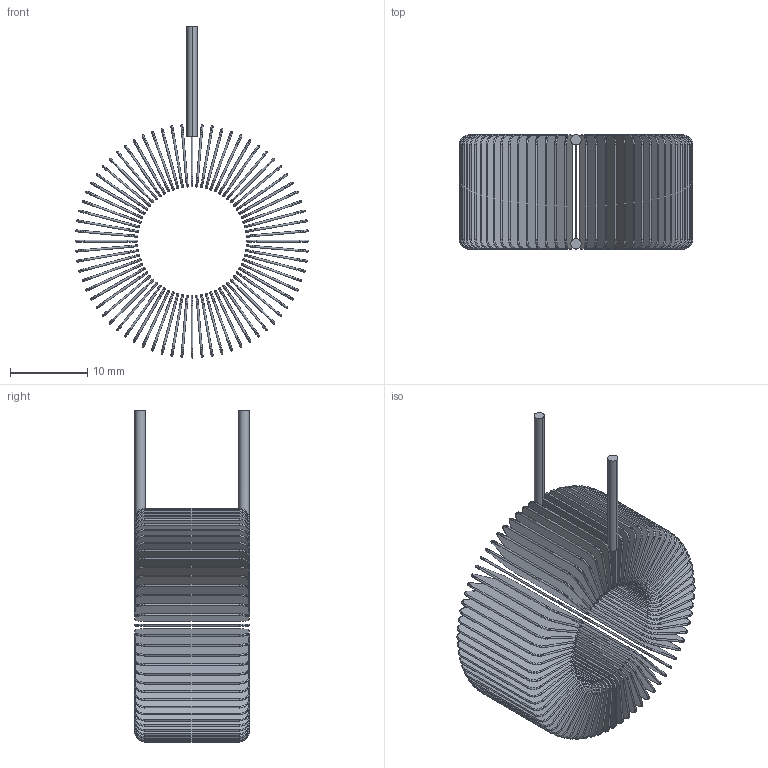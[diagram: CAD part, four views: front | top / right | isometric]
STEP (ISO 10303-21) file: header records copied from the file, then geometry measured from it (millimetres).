
FILE_DESCRIPTION(('STEP AP214'),'1');
FILE_NAME('2309-v-rc.stp','2017-04-27T14:42:53',('TraceParts'),('TraceParts S.A.'),'Spatial InterOp 3D',' ',' ');
FILE_SCHEMA(('automotive_design'));
Length unit declared in the file: millimetre
Products named in the file (72): 2309-v-rc_1; 2309-v-rc_2; 2309-v-rc_3; 2309-v-rc_4; 2309-v-rc_5; 2309-v-rc_6; 2309-v-rc_7; 2309-v-rc_8; 2309-v-rc_9; 2309-v-rc_10; 2309-v-rc_11; 2309-v-rc_12; 2309-v-rc_13; 2309-v-rc_14; 2309-v-rc_15; 2309-v-rc_16; 2309-v-rc_17; 2309-v-rc_18; 2309-v-rc_19; 2309-v-rc_20; 2309-v-rc_21; 2309-v-rc_22; 2309-v-rc_23; 2309-v-rc_24; 2309-v-rc_25; 2309-v-rc_26; 2309-v-rc_27; 2309-v-rc_28; 2309-v-rc_29; 2309-v-rc_30; 2309-v-rc_31; 2309-v-rc_32; 2309-v-rc_33; 2309-v-rc_34; 2309-v-rc_35; 2309-v-rc_36; 2309-v-rc_37; 2309-v-rc_38; 2309-v-rc_39; 2309-v-rc_40 ...
Bounding box: 30.3 x 14.81 x 43 mm (x, y, z)
Volume: 2193.9 mm3; surface area: 17705 mm2
Topology: 72 solids, 72 shells, 1014 faces, 2606 edges, 1736 vertices
Faces by surface type: torus 572, cylinder 292, plane 150
Entity records: 33236 total; most frequent: DIRECTION 6788, CARTESIAN_POINT 5460, ORIENTED_EDGE 5212, AXIS2_PLACEMENT_3D 3100, EDGE_CURVE 2606, CIRCLE 2014, VERTEX_POINT 1736, ADVANCED_FACE 1014
